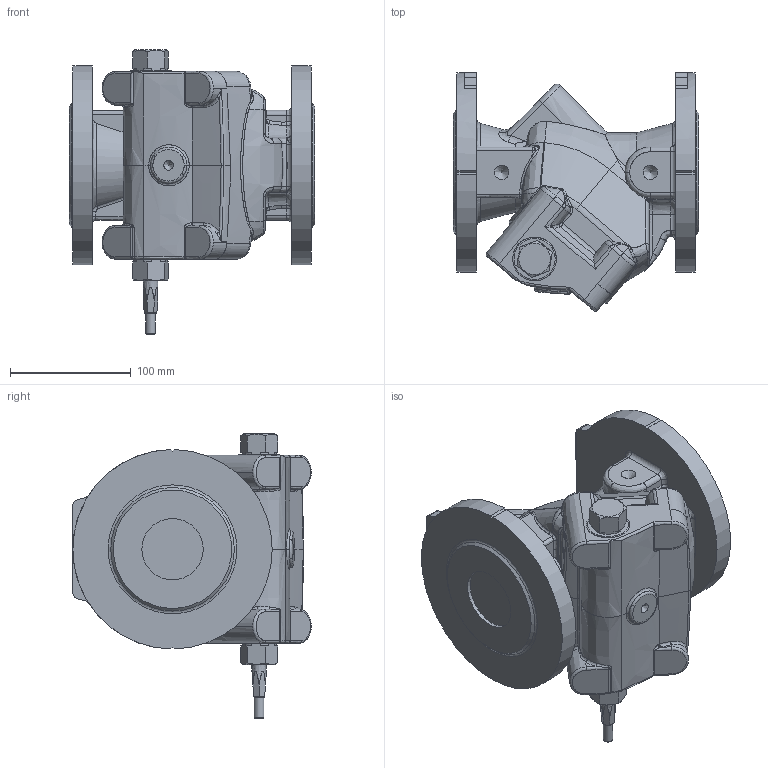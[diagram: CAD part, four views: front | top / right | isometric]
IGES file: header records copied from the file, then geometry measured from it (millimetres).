
Start section: SolidWorks IGES file using analytic representation for surfaces
Global section: file name: O_41_60_DN50.IGS; native system: SolidWorks 2012; preprocessor: SolidWorks 2012; author: rozh; date: 140909.154716; units: millimetre
Bounding box: 203 x 197.22 x 235.25 mm (x, y, z)
Surface area: 193703.9 mm2 (no closed solid volume)
Topology: 0 solids, 0 shells, 568 faces, 2923 edges, 2872 vertices
Faces by surface type: bspline 393, revolution 175
